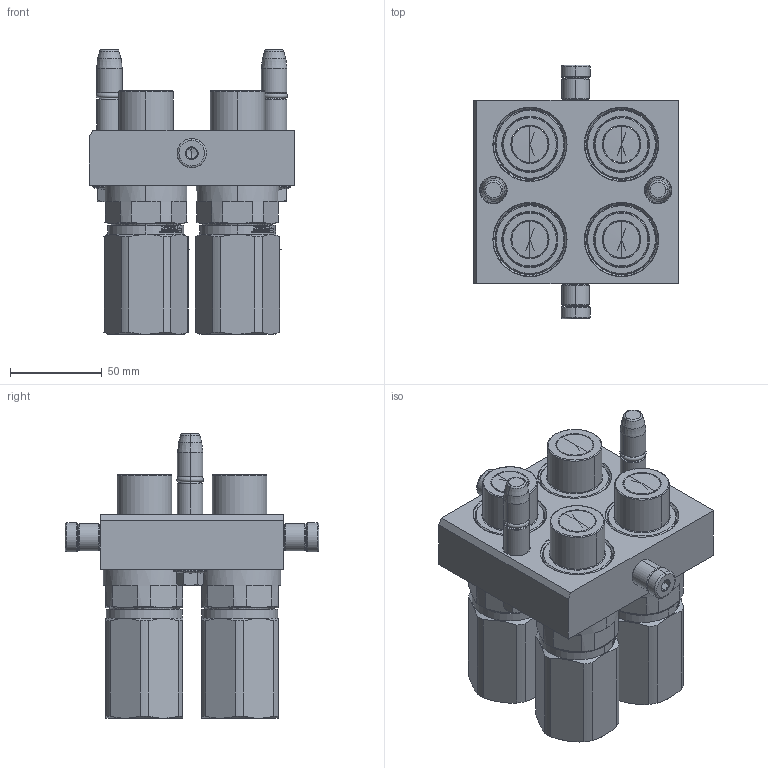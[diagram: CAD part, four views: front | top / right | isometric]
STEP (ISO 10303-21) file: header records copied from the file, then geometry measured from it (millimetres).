
FILE_DESCRIPTION (( 'STEP AP214' ), '1' );
FILE_NAME ('FASTER.step', '2022-04-12T20:32:11', ( '' ), ( '' ), 'SwSTEP 2.0', 'SolidWorks 2017', '' );
FILE_SCHEMA (( 'AUTOMOTIVE_DESIGN' ));
Length unit declared in the file: millimetre
Products named in the file (11): 1540_080_0008_000; P412_M_BASE; et002; 4830_028_1000_011; FASTER; 4830_021_0000_000; 4830_013_3000_030; 3ffnp34-34s_m; or2_62x9_19_m; 4830_010_4000_000
Assembly tree (18 placements, depth 3):
  FASTER
    P412_M_BASE
      4830_010_4000_000
      4830_021_0000_000  x2
      1540_080_0008_000  x2
      or2_62x9_19_m  x2
      4830_013_3000_030  x2
      4830_028_1000_011  x2
    3ffnp34-34s_m  x4
      3ffnp34-34s_m
    et002
Bounding box: 112.3 x 138.6 x 155.35 mm (x, y, z)
Volume: 2873.9 mm3; surface area: 167167.1 mm2
Topology: 5 solids, 52 shells, 1807 faces, 5703 edges, 3848 vertices
Faces by surface type: plane 989, cylinder 292, cone 288, bspline 126, torus 112
Entity records: 39713 total; most frequent: CARTESIAN_POINT 11768, ORIENTED_EDGE 5153, DIRECTION 4706, EDGE_CURVE 2773, VECTOR 1850, LINE 1850, VERTEX_POINT 1842, AXIS2_PLACEMENT_3D 1428
